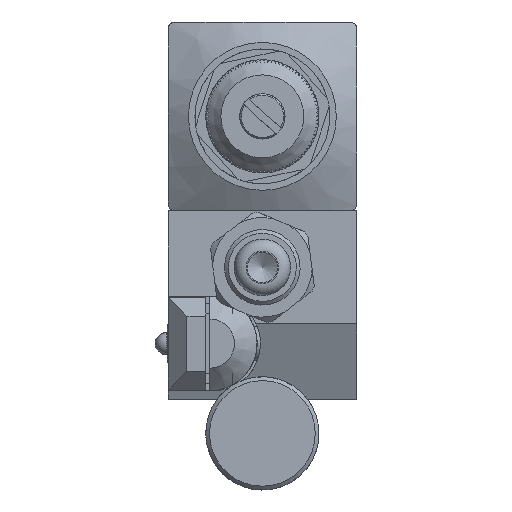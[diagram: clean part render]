
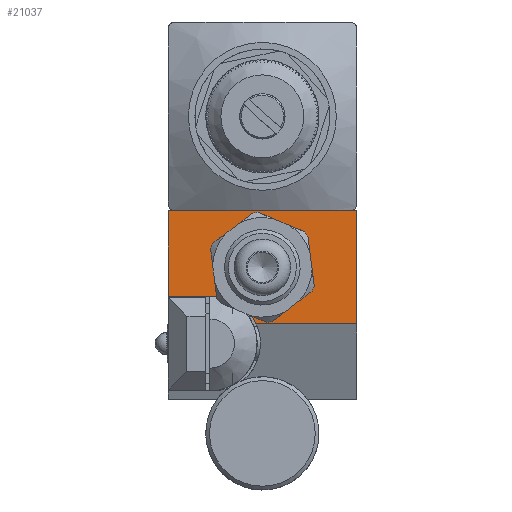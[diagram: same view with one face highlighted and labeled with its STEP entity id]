
A CAD part, left-side view. The second image highlights one B-rep face of the part: STEP entity #21037.
In plain terms, the highlighted face is planar.
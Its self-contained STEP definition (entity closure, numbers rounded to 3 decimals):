
#439 = DIRECTION ( 'NONE',  ( 0., 0., 1. ) ) ;
#525 = LINE ( 'NONE', #12749, #602 ) ;
#602 = VECTOR ( 'NONE', #20386, 1000. ) ;
#1614 = DIRECTION ( 'NONE',  ( 0., 0., -1. ) ) ;
#1898 = CARTESIAN_POINT ( 'NONE',  ( 59., 11.35, -12.5 ) ) ;
#2010 = DIRECTION ( 'NONE',  ( 0., 0., -1. ) ) ;
#2966 = CARTESIAN_POINT ( 'NONE',  ( 59., 17.6, -6.5 ) ) ;
#3238 = EDGE_CURVE ( 'NONE', #23825, #20278, #525, .T. ) ;
#3329 = CIRCLE ( 'NONE', #22881, 4.4 ) ;
#3580 = EDGE_CURVE ( 'NONE', #7482, #10716, #27307, .T. ) ;
#4147 = LINE ( 'NONE', #24024, #32542 ) ;
#4593 = EDGE_CURVE ( 'NONE', #23204, #23825, #24137, .T. ) ;
#4831 = CARTESIAN_POINT ( 'NONE',  ( 59., 11.35, -6.5 ) ) ;
#5307 = CARTESIAN_POINT ( 'NONE',  ( 59., 7.5, 0. ) ) ;
#5403 = VERTEX_POINT ( 'NONE', #15845 ) ;
#5961 = ORIENTED_EDGE ( 'NONE', *, *, #4593, .T. ) ;
#7482 = VERTEX_POINT ( 'NONE', #23029 ) ;
#8492 = ORIENTED_EDGE ( 'NONE', *, *, #10075, .F. ) ;
#8746 = LINE ( 'NONE', #16338, #26559 ) ;
#10075 = EDGE_CURVE ( 'NONE', #10716, #20278, #4147, .T. ) ;
#10716 = VERTEX_POINT ( 'NONE', #4831 ) ;
#11180 = CARTESIAN_POINT ( 'NONE',  ( 59., 0., 12.5 ) ) ;
#11222 = DIRECTION ( 'NONE',  ( 0., 1., 0. ) ) ;
#11237 = EDGE_CURVE ( 'NONE', #23204, #5403, #13544, .T. ) ;
#11636 = EDGE_LOOP ( 'NONE', ( #8492, #31416, #29092, #29901, #5961, #27903 ) ) ;
#12749 = CARTESIAN_POINT ( 'NONE',  ( 59., 0., -12.5 ) ) ;
#13213 = DIRECTION ( 'NONE',  ( 1., 0., 0. ) ) ;
#13544 = LINE ( 'NONE', #18522, #25126 ) ;
#14333 = ORIENTED_EDGE ( 'NONE', *, *, #26564, .F. ) ;
#15073 = DIRECTION ( 'NONE',  ( 1., 0., 0. ) ) ;
#15583 = AXIS2_PLACEMENT_3D ( 'NONE', #11180, #25931, #439 ) ;
#15816 = PLANE ( 'NONE',  #15583 ) ;
#15845 = CARTESIAN_POINT ( 'NONE',  ( 59., 15., 12.5 ) ) ;
#16338 = CARTESIAN_POINT ( 'NONE',  ( 59., 15., 12.5 ) ) ;
#16683 = CARTESIAN_POINT ( 'NONE',  ( 59., 0., 12.5 ) ) ;
#16712 = VECTOR ( 'NONE', #1614, 1000. ) ;
#16769 = CARTESIAN_POINT ( 'NONE',  ( 59., 7.5, -4.4 ) ) ;
#18522 = CARTESIAN_POINT ( 'NONE',  ( 59., 0., 12.5 ) ) ;
#18991 = DIRECTION ( 'NONE',  ( 0., 0., -1. ) ) ;
#20278 = VERTEX_POINT ( 'NONE', #1898 ) ;
#20386 = DIRECTION ( 'NONE',  ( 0., 1., 0. ) ) ;
#20680 = CARTESIAN_POINT ( 'NONE',  ( 59., 0., -12.5 ) ) ;
#21037 = ADVANCED_FACE ( 'NONE', ( #26101, #23112 ), #15816, .F. ) ;
#22881 = AXIS2_PLACEMENT_3D ( 'NONE', #5307, #15073, #2010 ) ;
#23029 = CARTESIAN_POINT ( 'NONE',  ( 59., 15., -0.816 ) ) ;
#23112 = FACE_BOUND ( 'NONE', #25915, .T. ) ;
#23204 = VERTEX_POINT ( 'NONE', #25134 ) ;
#23825 = VERTEX_POINT ( 'NONE', #20680 ) ;
#24024 = CARTESIAN_POINT ( 'NONE',  ( 59., 11.35, -6.5 ) ) ;
#24137 = LINE ( 'NONE', #16683, #16712 ) ;
#25126 = VECTOR ( 'NONE', #11222, 1000. ) ;
#25134 = CARTESIAN_POINT ( 'NONE',  ( 59., 0., 12.5 ) ) ;
#25475 = DIRECTION ( 'NONE',  ( 0., 0., -1. ) ) ;
#25915 = EDGE_LOOP ( 'NONE', ( #14333 ) ) ;
#25931 = DIRECTION ( 'NONE',  ( -1., 0., 0. ) ) ;
#26018 = EDGE_CURVE ( 'NONE', #5403, #7482, #8746, .T. ) ;
#26101 = FACE_OUTER_BOUND ( 'NONE', #11636, .T. ) ;
#26559 = VECTOR ( 'NONE', #18991, 1000. ) ;
#26564 = EDGE_CURVE ( 'NONE', #29680, #29680, #3329, .T. ) ;
#26791 = AXIS2_PLACEMENT_3D ( 'NONE', #2966, #13213, #25475 ) ;
#27307 = CIRCLE ( 'NONE', #26791, 6.25 ) ;
#27903 = ORIENTED_EDGE ( 'NONE', *, *, #3238, .T. ) ;
#29092 = ORIENTED_EDGE ( 'NONE', *, *, #26018, .F. ) ;
#29680 = VERTEX_POINT ( 'NONE', #16769 ) ;
#29901 = ORIENTED_EDGE ( 'NONE', *, *, #11237, .F. ) ;
#31416 = ORIENTED_EDGE ( 'NONE', *, *, #3580, .F. ) ;
#31792 = DIRECTION ( 'NONE',  ( 0., 0., -1. ) ) ;
#32542 = VECTOR ( 'NONE', #31792, 1000. ) ;
